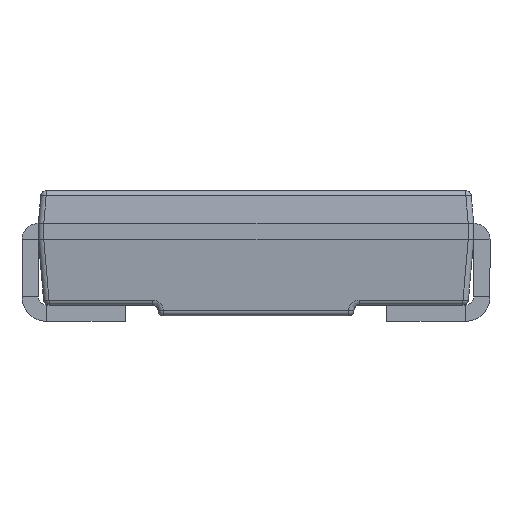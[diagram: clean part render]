
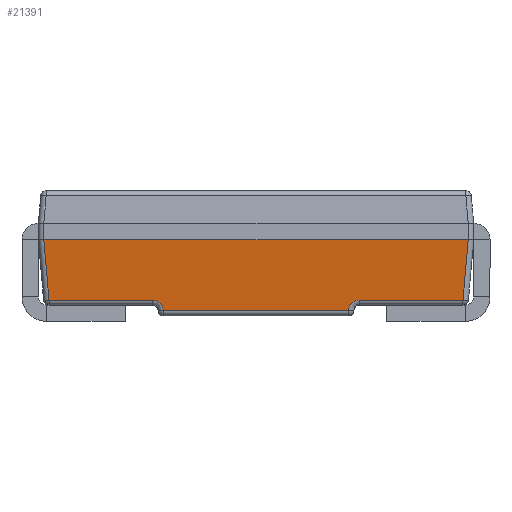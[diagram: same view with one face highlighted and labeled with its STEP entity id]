
A CAD part, left-side view. The second image highlights one B-rep face of the part: STEP entity #21391.
In plain terms, the highlighted planar face has unit normal (-0.996, 0, -0.087).
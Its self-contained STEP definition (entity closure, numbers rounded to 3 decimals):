
#47 = ORIENTED_EDGE ( 'NONE', *, *, #17548, .T. ) ;
#182 = DIRECTION ( 'NONE',  ( -0.087, -0.087, 0.992 ) ) ;
#538 = CARTESIAN_POINT ( 'NONE',  ( -1.943, 0.85, 0.096 ) ) ;
#729 = LINE ( 'NONE', #4818, #6658 ) ;
#902 = VERTEX_POINT ( 'NONE', #24707 ) ;
#1110 = VERTEX_POINT ( 'NONE', #14790 ) ;
#1169 = LINE ( 'NONE', #25857, #4046 ) ;
#1437 = DIRECTION ( 'NONE',  ( 0., -1., 0. ) ) ;
#2722 = CARTESIAN_POINT ( 'NONE',  ( -1.951, 0.95, 0.196 ) ) ;
#2915 = EDGE_CURVE ( 'NONE', #13316, #4950, #15973, .T. ) ;
#3555 = VERTEX_POINT ( 'NONE', #21751 ) ;
#3633 = CARTESIAN_POINT ( 'NONE',  ( -2., -2., 0.75 ) ) ;
#4046 = VECTOR ( 'NONE', #19555, 1000. ) ;
#4192 = CARTESIAN_POINT ( 'NONE',  ( -1.97, 1.92, 0.41 ) ) ;
#4462 = ORIENTED_EDGE ( 'NONE', *, *, #14503, .F. ) ;
#4572 = CARTESIAN_POINT ( 'NONE',  ( -1.943, 0.85, 0.096 ) ) ;
#4818 = CARTESIAN_POINT ( 'NONE',  ( -1.943, -2., 0.096 ) ) ;
#4936 = CARTESIAN_POINT ( 'NONE',  ( -1.951, -0.95, 0.196 ) ) ;
#4950 = VERTEX_POINT ( 'NONE', #11722 ) ;
#5064 = ORIENTED_EDGE ( 'NONE', *, *, #23554, .T. ) ;
#5675 = CARTESIAN_POINT ( 'NONE',  ( -2., -2., 0.75 ) ) ;
#6062 = CARTESIAN_POINT ( 'NONE',  ( -2., -1.95, 0.75 ) ) ;
#6241 = VERTEX_POINT ( 'NONE', #19533 ) ;
#6445 = LINE ( 'NONE', #17043, #17948 ) ;
#6658 = VECTOR ( 'NONE', #13508, 1000. ) ;
#6717 = CARTESIAN_POINT ( 'NONE',  ( -1.943, -0.85, 0.096 ) ) ;
#7521 = ORIENTED_EDGE ( 'NONE', *, *, #11604, .F. ) ;
#8101 = EDGE_LOOP ( 'NONE', ( #13472, #23160, #26325, #7521, #4462, #5064, #47, #25902, #18405, #24526 ) ) ;
#8568 = CARTESIAN_POINT ( 'NONE',  ( -1.951, 1.902, 0.196 ) ) ;
#8671 = CARTESIAN_POINT ( 'NONE',  ( -1.951, -0.891, 0.196 ) ) ;
#8890 = CARTESIAN_POINT ( 'NONE',  ( -1.948, 0.85, 0.154 ) ) ;
#9369 = VECTOR ( 'NONE', #1437, 1000. ) ;
#10245 = EDGE_CURVE ( 'NONE', #13316, #3555, #14222, .T. ) ;
#10423 = VERTEX_POINT ( 'NONE', #4572 ) ;
#10478 = DIRECTION ( 'NONE',  ( 0., -1., 0. ) ) ;
#11604 = EDGE_CURVE ( 'NONE', #1110, #17562, #13851, .T. ) ;
#11722 = CARTESIAN_POINT ( 'NONE',  ( -1.943, -0.85, 0.096 ) ) ;
#12148 = LINE ( 'NONE', #27065, #20965 ) ;
#12648 = CARTESIAN_POINT ( 'NONE',  ( -1.951, 0.891, 0.196 ) ) ;
#13316 = VERTEX_POINT ( 'NONE', #25510 ) ;
#13472 = ORIENTED_EDGE ( 'NONE', *, *, #10245, .T. ) ;
#13508 = DIRECTION ( 'NONE',  ( 0., -1., 0. ) ) ;
#13851 = LINE ( 'NONE', #3633, #23265 ) ;
#13915 = VECTOR ( 'NONE', #14781, 1000. ) ;
#14083 = CARTESIAN_POINT ( 'NONE',  ( -1.951, -1.948, 0.196 ) ) ;
#14222 = LINE ( 'NONE', #14083, #9369 ) ;
#14503 = EDGE_CURVE ( 'NONE', #902, #1110, #1169, .T. ) ;
#14741 = LINE ( 'NONE', #16932, #15546 ) ;
#14781 = DIRECTION ( 'NONE',  ( 0.087, -0.087, -0.992 ) ) ;
#14790 = CARTESIAN_POINT ( 'NONE',  ( -2., 1.95, 0.75 ) ) ;
#15546 = VECTOR ( 'NONE', #10478, 1000. ) ;
#15973 =( BOUNDED_CURVE ( )  B_SPLINE_CURVE ( 3, ( #4936, #8671, #25507, #6717 ),
 .UNSPECIFIED., .F., .T. ) 
 B_SPLINE_CURVE_WITH_KNOTS ( ( 4, 4 ),
 ( 0., 1.571 ),
 .UNSPECIFIED. ) 
 CURVE ( )  GEOMETRIC_REPRESENTATION_ITEM ( )  RATIONAL_B_SPLINE_CURVE ( ( 1., 0.805, 0.805, 1. ) ) 
 REPRESENTATION_ITEM ( '' )  );
#16932 = CARTESIAN_POINT ( 'NONE',  ( -1.951, -2., 0.196 ) ) ;
#17043 = CARTESIAN_POINT ( 'NONE',  ( -2., -2., 0.75 ) ) ;
#17548 = EDGE_CURVE ( 'NONE', #20579, #6241, #14741, .T. ) ;
#17562 = VERTEX_POINT ( 'NONE', #6062 ) ;
#17948 = VECTOR ( 'NONE', #25369, 1000. ) ;
#18338 = LINE ( 'NONE', #4192, #13915 ) ;
#18405 = ORIENTED_EDGE ( 'NONE', *, *, #20037, .T. ) ;
#18448 = DIRECTION ( 'NONE',  ( 0., 1., 0. ) ) ;
#18585 = FACE_OUTER_BOUND ( 'NONE', #8101, .T. ) ;
#18595 =( BOUNDED_CURVE ( )  B_SPLINE_CURVE ( 3, ( #538, #8890, #12648, #2722 ),
 .UNSPECIFIED., .F., .F. ) 
 B_SPLINE_CURVE_WITH_KNOTS ( ( 4, 4 ),
 ( 4.712, 6.283 ),
 .UNSPECIFIED. ) 
 CURVE ( )  GEOMETRIC_REPRESENTATION_ITEM ( )  RATIONAL_B_SPLINE_CURVE ( ( 1., 0.805, 0.805, 1. ) ) 
 REPRESENTATION_ITEM ( '' )  );
#18924 = VERTEX_POINT ( 'NONE', #19715 ) ;
#19533 = CARTESIAN_POINT ( 'NONE',  ( -1.951, 0.95, 0.196 ) ) ;
#19555 = DIRECTION ( 'NONE',  ( 0., -1., 0. ) ) ;
#19715 = CARTESIAN_POINT ( 'NONE',  ( -2., -1.95, 0.75 ) ) ;
#20037 = EDGE_CURVE ( 'NONE', #10423, #4950, #729, .T. ) ;
#20402 = DIRECTION ( 'NONE',  ( -0.996, 0., -0.087 ) ) ;
#20579 = VERTEX_POINT ( 'NONE', #8568 ) ;
#20965 = VECTOR ( 'NONE', #182, 1000. ) ;
#21391 = ADVANCED_FACE ( 'NONE', ( #18585 ), #24477, .T. ) ;
#21751 = CARTESIAN_POINT ( 'NONE',  ( -1.951, -1.902, 0.196 ) ) ;
#22102 = AXIS2_PLACEMENT_3D ( 'NONE', #5675, #20402, #18448 ) ;
#23160 = ORIENTED_EDGE ( 'NONE', *, *, #26465, .T. ) ;
#23265 = VECTOR ( 'NONE', #26423, 1000. ) ;
#23554 = EDGE_CURVE ( 'NONE', #902, #20579, #18338, .T. ) ;
#24477 = PLANE ( 'NONE',  #22102 ) ;
#24526 = ORIENTED_EDGE ( 'NONE', *, *, #2915, .F. ) ;
#24707 = CARTESIAN_POINT ( 'NONE',  ( -2., 1.95, 0.75 ) ) ;
#24952 = EDGE_CURVE ( 'NONE', #17562, #18924, #6445, .T. ) ;
#25177 = EDGE_CURVE ( 'NONE', #10423, #6241, #18595, .T. ) ;
#25369 = DIRECTION ( 'NONE',  ( 0., -1., 0. ) ) ;
#25507 = CARTESIAN_POINT ( 'NONE',  ( -1.948, -0.85, 0.154 ) ) ;
#25510 = CARTESIAN_POINT ( 'NONE',  ( -1.951, -0.95, 0.196 ) ) ;
#25857 = CARTESIAN_POINT ( 'NONE',  ( -2., -2., 0.75 ) ) ;
#25902 = ORIENTED_EDGE ( 'NONE', *, *, #25177, .F. ) ;
#26325 = ORIENTED_EDGE ( 'NONE', *, *, #24952, .F. ) ;
#26423 = DIRECTION ( 'NONE',  ( 0., -1., 0. ) ) ;
#26465 = EDGE_CURVE ( 'NONE', #3555, #18924, #12148, .T. ) ;
#27065 = CARTESIAN_POINT ( 'NONE',  ( -2., -1.951, 0.754 ) ) ;
